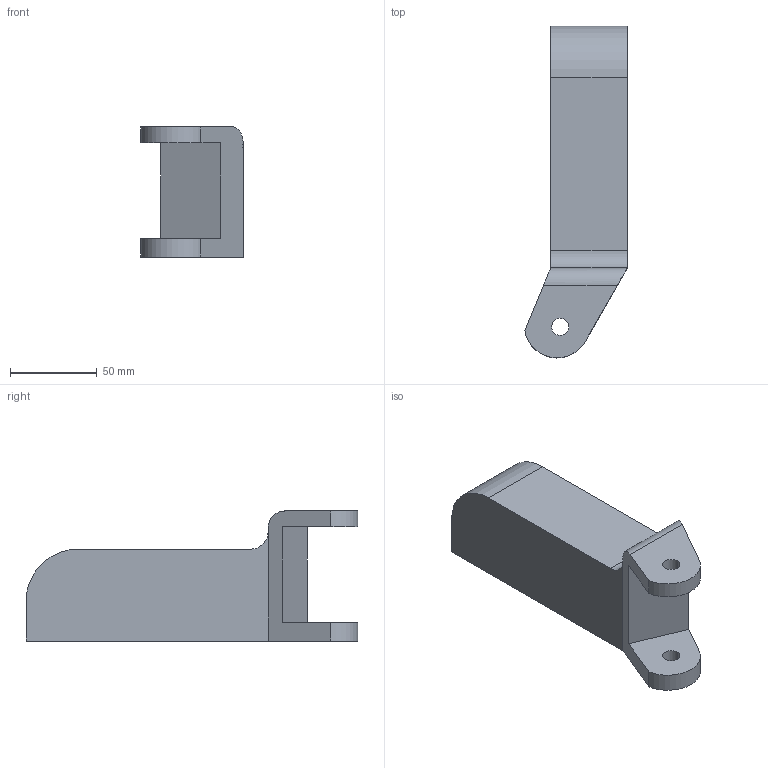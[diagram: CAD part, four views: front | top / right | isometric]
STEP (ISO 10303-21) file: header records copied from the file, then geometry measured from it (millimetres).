
FILE_DESCRIPTION (( 'STEP AP203' ), '1' );
FILE_NAME ('3_项 箪铍鬣龛㥮sldprt.STEP', '2023-12-30T11:56:20', ( '' ), ( '' ), 'SwSTEP 2.0', 'SolidWorks 2022', '' );
FILE_SCHEMA (( 'CONFIG_CONTROL_DESIGN' ));
Length unit declared in the file: millimetre
Products named in the file (1): 3_По умолчанию_sldprt
Bounding box: 59.05 x 191.3 x 75 mm (x, y, z)
Volume: 389816.3 mm3; surface area: 42713 mm2
Topology: 1 solids, 1 shells, 24 faces, 61 edges, 40 vertices
Faces by surface type: plane 13, cylinder 11
Entity records: 814 total; most frequent: CARTESIAN_POINT 132, DIRECTION 129, ORIENTED_EDGE 122, EDGE_CURVE 61, AXIS2_PLACEMENT_3D 45, VERTEX_POINT 40, LINE 39, VECTOR 39
